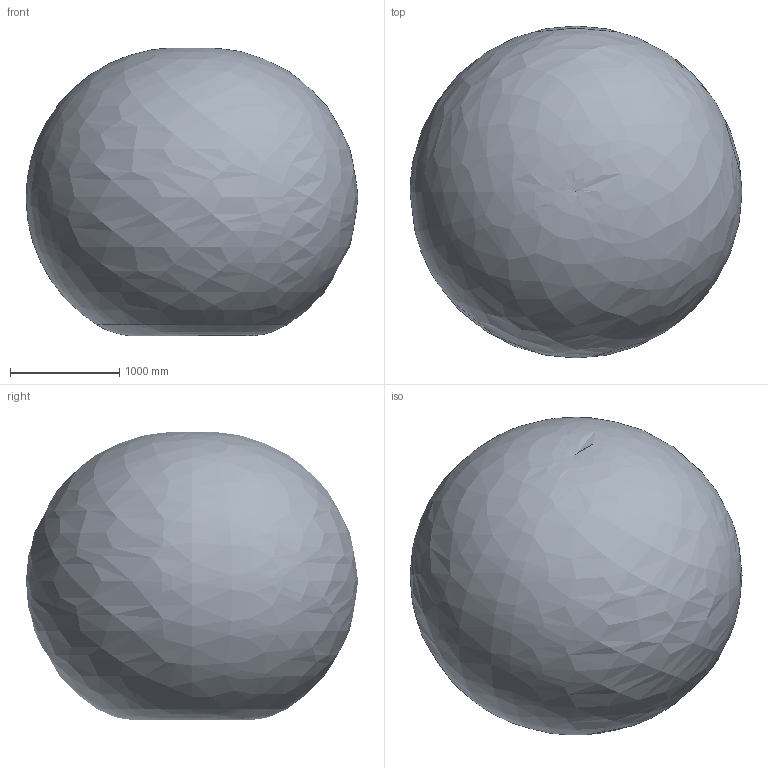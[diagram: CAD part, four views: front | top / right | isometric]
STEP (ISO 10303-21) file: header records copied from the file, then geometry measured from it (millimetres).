
FILE_DESCRIPTION(/* description */ ('Norm.iam Teamplte'),/* implementation_level */ '2;1');
FILE_NAME(/* name */ '3D-model_AT_00026-SE01.stp',/* time_stamp */ '2023-05-02T08:38:52+02:00',/* author */ ('daniel.grischkowski'),/* organization */ (''),/* preprocessor_version */ 'ST-DEVELOPER v16.5',/* originating_system */ 'Autodesk Inventor 2017',/* authorisation */ '');
FILE_SCHEMA (('AUTOMOTIVE_DESIGN { 1 0 10303 214 3 1 1 }'));
Products named in the file (9): AT_00026-SE01_DUMMY KNICKARM Robotermechanik; MT_WST00113904 Dummy Grundgestell; MT_WST00112234 Dummy Karussell; MT_WST00112235 Dummy Schwinge; MT_WST00114108 Dummy Schulter; MT_WST00112247 Dummy Arm; MT_WST00114105 Dummy Hand; MT_WST00114106 Dummy Flansch; MT_WST00113295 Arbeitsbereich
Assembly tree (8 placements, depth 2):
  AT_00026-SE01_DUMMY KNICKARM Robotermechanik
    MT_WST00113904 Dummy Grundgestell
    MT_WST00112234 Dummy Karussell
    MT_WST00112235 Dummy Schwinge
    MT_WST00114108 Dummy Schulter
    MT_WST00112247 Dummy Arm
    MT_WST00114105 Dummy Hand
    MT_WST00114106 Dummy Flansch
    MT_WST00113295 Arbeitsbereich
Bounding box: 3041.65 x 3041.7 x 2638.36 mm (x, y, z)
Volume: 13353336395.6 mm3; surface area: 35146103.1 mm2
Topology: 8 solids, 10 shells, 5340 faces, 12790 edges, 7959 vertices
Faces by surface type: plane 2074, cylinder 1305, bspline 1191, cone 378, torus 348, sphere 44
Full cylindrical faces by diameter (mm): 2.459 x2, 2.5 x1, 2.8 x1, 3 x1, 3.242 x9, 3.8 x5, 4 x5, 4.134 x9, 4.917 x6, 5 x1, 5.5 x8, 6.5 x6, 6.647 x11, 7 x90, 7.53 x1, 7.6 x98, 7.8 x1, 8 x2, 8.5 x31, 9 x8, 9.9 x1, 10 x38, 10.106 x4, 10.5 x1, 10.7 x1, 10.902 x1, 11 x30, 11.6 x4, 12 x11, 13 x64
Entity records: 189480 total; most frequent: CARTESIAN_POINT 72446, ORIENTED_EDGE 22549, DIRECTION 22102, EDGE_CURVE 11274, AXIS2_PLACEMENT_3D 9037, VERTEX_POINT 7584, EDGE_LOOP 6994, FACE_OUTER_BOUND 5339
